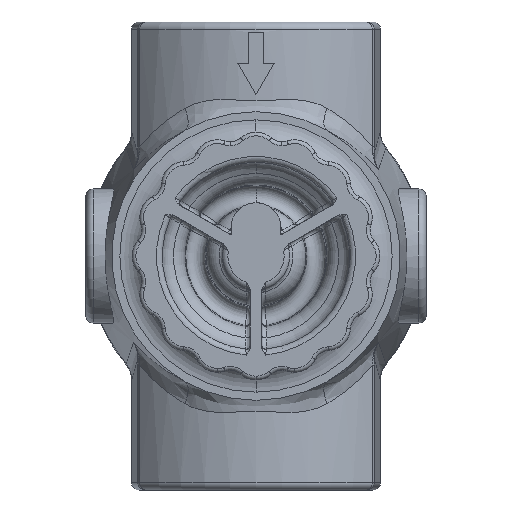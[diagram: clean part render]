
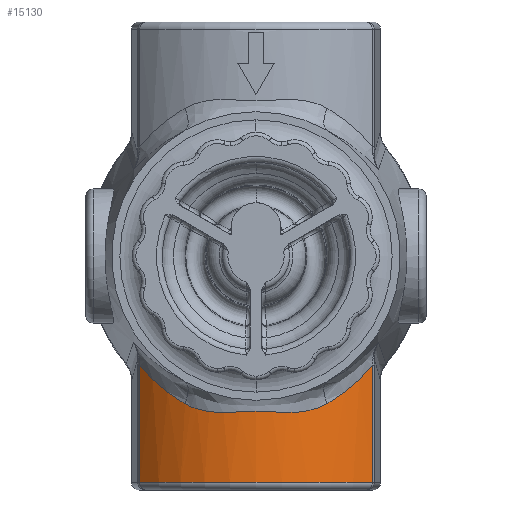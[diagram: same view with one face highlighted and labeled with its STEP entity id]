
A CAD part, front view. The second image highlights one B-rep face of the part: STEP entity #15130.
In plain terms, the highlighted cylindrical face has radius 31.623 mm (diameter 63.246 mm), a partial arc.
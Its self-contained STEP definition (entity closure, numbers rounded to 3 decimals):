
#431 = CARTESIAN_POINT ( 'NONE',  ( -14.403, -21.93, -29.992 ) ) ;
#669 = CARTESIAN_POINT ( 'NONE',  ( -11.703, -23.161, -31.147 ) ) ;
#692 = CARTESIAN_POINT ( 'NONE',  ( 23.605, -14.82, -22.158 ) ) ;
#750 = CARTESIAN_POINT ( 'NONE',  ( -3.191, -25.245, -31.625 ) ) ;
#843 = CARTESIAN_POINT ( 'NONE',  ( -8.781, -24.183, -31.721 ) ) ;
#911 = VERTEX_POINT ( 'NONE', #431 ) ;
#1005 = CARTESIAN_POINT ( 'NONE',  ( -13.368, -22.442, -30.535 ) ) ;
#1144 = CARTESIAN_POINT ( 'NONE',  ( 14.872, -21.69, -29.723 ) ) ;
#1297 = DIRECTION ( 'NONE',  ( -1., 0., 0. ) ) ;
#1801 = CARTESIAN_POINT ( 'NONE',  ( 9.913, -23.813, -31.549 ) ) ;
#1958 = LINE ( 'NONE', #8550, #12139 ) ;
#2058 = CARTESIAN_POINT ( 'NONE',  ( -23.605, -14.82, 47.498 ) ) ;
#2071 = CARTESIAN_POINT ( 'NONE',  ( -14.403, -21.93, -29.992 ) ) ;
#2154 = CARTESIAN_POINT ( 'NONE',  ( -6.322, -24.768, -31.785 ) ) ;
#2247 = CARTESIAN_POINT ( 'NONE',  ( 5.013, -25.026, -31.746 ) ) ;
#2861 = ORIENTED_EDGE ( 'NONE', *, *, #13541, .T. ) ;
#3380 = CARTESIAN_POINT ( 'NONE',  ( -0.667, -25.399, -31.488 ) ) ;
#3824 = CARTESIAN_POINT ( 'NONE',  ( 16.224, -20.926, -28.87 ) ) ;
#4100 = EDGE_CURVE ( 'NONE', #911, #14421, #11499, .T. ) ;
#4148 = CARTESIAN_POINT ( 'NONE',  ( -22.382, -16.192, -23.637 ) ) ;
#4265 = EDGE_CURVE ( 'NONE', #14421, #7290, #8825, .T. ) ;
#4407 = CARTESIAN_POINT ( 'NONE',  ( 14.403, -21.93, -29.992 ) ) ;
#4911 = CARTESIAN_POINT ( 'NONE',  ( -13.895, -22.189, -30.283 ) ) ;
#4950 = CARTESIAN_POINT ( 'NONE',  ( 15.332, -21.439, -29.444 ) ) ;
#5045 = CARTESIAN_POINT ( 'NONE',  ( 22.993, -15.507, -22.899 ) ) ;
#5075 = DIRECTION ( 'NONE',  ( 1., 0., 0. ) ) ;
#5209 = FACE_OUTER_BOUND ( 'NONE', #7144, .T. ) ;
#5321 = ORIENTED_EDGE ( 'NONE', *, *, #5963, .T. ) ;
#5550 = CARTESIAN_POINT ( 'NONE',  ( -14.403, -21.93, -29.992 ) ) ;
#5813 = CARTESIAN_POINT ( 'NONE',  ( 8.09, -24.354, -31.748 ) ) ;
#5963 = EDGE_CURVE ( 'NONE', #8970, #8049, #1958, .T. ) ;
#5968 = CARTESIAN_POINT ( 'NONE',  ( 23.605, -14.82, -45.974 ) ) ;
#6326 = CARTESIAN_POINT ( 'NONE',  ( -6.944, -24.635, -31.787 ) ) ;
#6348 = CIRCLE ( 'NONE', #15501, 31.623 ) ;
#6521 = CARTESIAN_POINT ( 'NONE',  ( -16.221, -20.928, -28.872 ) ) ;
#6787 = CARTESIAN_POINT ( 'NONE',  ( -21.023, -17.479, -25.049 ) ) ;
#7144 = EDGE_LOOP ( 'NONE', ( #2861, #5321, #16589, #16971, #15423, #15846 ) ) ;
#7290 = VERTEX_POINT ( 'NONE', #7329 ) ;
#7329 = CARTESIAN_POINT ( 'NONE',  ( -23.605, -14.82, -45.974 ) ) ;
#7461 = CARTESIAN_POINT ( 'NONE',  ( 1.243, -25.382, -31.508 ) ) ;
#7498 = CARTESIAN_POINT ( 'NONE',  ( 23.605, -14.82, -22.158 ) ) ;
#7816 = CARTESIAN_POINT ( 'NONE',  ( -23.605, -14.82, -22.158 ) ) ;
#7994 = CARTESIAN_POINT ( 'NONE',  ( -17.936, -19.841, -27.662 ) ) ;
#8049 = VERTEX_POINT ( 'NONE', #692 ) ;
#8550 = CARTESIAN_POINT ( 'NONE',  ( 23.605, -14.82, 47.498 ) ) ;
#8825 = LINE ( 'NONE', #2058, #13081 ) ;
#8876 = CARTESIAN_POINT ( 'NONE',  ( 20.971, -17.465, -25.036 ) ) ;
#8970 = VERTEX_POINT ( 'NONE', #5968 ) ;
#9296 = DIRECTION ( 'NONE',  ( 0., 0., -1. ) ) ;
#9718 = CARTESIAN_POINT ( 'NONE',  ( 13.375, -22.455, -30.581 ) ) ;
#10058 = CARTESIAN_POINT ( 'NONE',  ( 3.136, -25.25, -31.621 ) ) ;
#10430 = CARTESIAN_POINT ( 'NONE',  ( 14.403, -21.93, -29.992 ) ) ;
#10477 = VERTEX_POINT ( 'NONE', #13499 ) ;
#10593 = CARTESIAN_POINT ( 'NONE',  ( -15.325, -21.443, -29.448 ) ) ;
#10673 = CARTESIAN_POINT ( 'NONE',  ( -23.605, -14.82, -22.158 ) ) ;
#10849 = CARTESIAN_POINT ( 'NONE',  ( -16.66, -20.661, -28.574 ) ) ;
#10892 = B_SPLINE_CURVE_WITH_KNOTS ( 'NONE', 3,
 ( #7498, #5045, #13053, #8876, #12787, #11748, #15398, #14178, #3824, #4950, #1144, #10430 ),
 .UNSPECIFIED., .F., .F.,
 ( 4, 2, 2, 2, 2, 4 ),
 ( 0.001, 0.004, 0.008, 0.011, 0.013, 0.015 ),
 .UNSPECIFIED. ) ;
#11101 = CARTESIAN_POINT ( 'NONE',  ( 6.252, -24.802, -31.808 ) ) ;
#11129 = AXIS2_PLACEMENT_3D ( 'NONE', #14685, #9296, #1297 ) ;
#11445 = CARTESIAN_POINT ( 'NONE',  ( -5.072, -24.997, -31.745 ) ) ;
#11499 = B_SPLINE_CURVE_WITH_KNOTS ( 'NONE', 3,
 ( #5550, #13197, #10593, #6521, #10849, #7994, #16163, #6787, #4148, #10673 ),
 .UNSPECIFIED., .F., .F.,
 ( 4, 2, 2, 2, 4 ),
 ( 0.046, 0.048, 0.05, 0.053, 0.06 ),
 .UNSPECIFIED. ) ;
#11525 = CARTESIAN_POINT ( 'NONE',  ( -9.972, -23.812, -31.576 ) ) ;
#11748 = CARTESIAN_POINT ( 'NONE',  ( 18.727, -19.277, -27.036 ) ) ;
#12139 = VECTOR ( 'NONE', #13682, 1000. ) ;
#12416 = CARTESIAN_POINT ( 'NONE',  ( 8.7, -24.186, -31.703 ) ) ;
#12589 = CARTESIAN_POINT ( 'NONE',  ( -4.446, -25.092, -31.708 ) ) ;
#12662 = CARTESIAN_POINT ( 'NONE',  ( 0.605, -25.401, -31.487 ) ) ;
#12751 = CARTESIAN_POINT ( 'NONE',  ( -12.273, -22.927, -30.967 ) ) ;
#12787 = CARTESIAN_POINT ( 'NONE',  ( 20.249, -18.086, -25.719 ) ) ;
#12930 = B_SPLINE_CURVE_WITH_KNOTS ( 'NONE', 3,
 ( #4407, #9718, #15020, #13710, #1801, #12416, #5813, #11101, #2247, #10058, #14053, #7461, #12662, #3380, #15364, #15546, #750, #12589, #11445, #2154, #6326, #843, #11525, #669, #12751, #1005, #4911, #2071 ),
 .UNSPECIFIED., .F., .F.,
 ( 4, 2, 2, 2, 2, 2, 2, 2, 2, 2, 2, 2, 2, 4 ),
 ( 0., 0.004, 0.006, 0.008, 0.011, 0.013, 0.015, 0.017, 0.019, 0.021, 0.023, 0.027, 0.029, 0.031 ),
 .UNSPECIFIED. ) ;
#13053 = CARTESIAN_POINT ( 'NONE',  ( 22.342, -16.177, -23.627 ) ) ;
#13081 = VECTOR ( 'NONE', #14220, 1000. ) ;
#13197 = CARTESIAN_POINT ( 'NONE',  ( -14.868, -21.692, -29.726 ) ) ;
#13499 = CARTESIAN_POINT ( 'NONE',  ( 14.403, -21.93, -29.992 ) ) ;
#13541 = EDGE_CURVE ( 'NONE', #7290, #8970, #6348, .T. ) ;
#13682 = DIRECTION ( 'NONE',  ( 0., 0., 1. ) ) ;
#13710 = CARTESIAN_POINT ( 'NONE',  ( 10.52, -23.606, -31.439 ) ) ;
#14053 = CARTESIAN_POINT ( 'NONE',  ( 2.507, -25.307, -31.576 ) ) ;
#14123 = CARTESIAN_POINT ( 'NONE',  ( 0., 6.223, -45.974 ) ) ;
#14178 = CARTESIAN_POINT ( 'NONE',  ( 16.658, -20.661, -28.575 ) ) ;
#14220 = DIRECTION ( 'NONE',  ( 0., 0., -1. ) ) ;
#14421 = VERTEX_POINT ( 'NONE', #7816 ) ;
#14685 = CARTESIAN_POINT ( 'NONE',  ( 0., 6.223, 47.498 ) ) ;
#15020 = CARTESIAN_POINT ( 'NONE',  ( 12.276, -22.947, -31.006 ) ) ;
#15130 = ADVANCED_FACE ( 'NONE', ( #5209 ), #17127, .T. ) ;
#15294 = EDGE_CURVE ( 'NONE', #10477, #911, #12930, .T. ) ;
#15364 = CARTESIAN_POINT ( 'NONE',  ( -1.3, -25.38, -31.51 ) ) ;
#15398 = CARTESIAN_POINT ( 'NONE',  ( 17.927, -19.847, -27.669 ) ) ;
#15423 = ORIENTED_EDGE ( 'NONE', *, *, #4100, .T. ) ;
#15501 = AXIS2_PLACEMENT_3D ( 'NONE', #14123, #15616, #5075 ) ;
#15546 = CARTESIAN_POINT ( 'NONE',  ( -2.563, -25.302, -31.58 ) ) ;
#15616 = DIRECTION ( 'NONE',  ( 0., 0., 1. ) ) ;
#15846 = ORIENTED_EDGE ( 'NONE', *, *, #4265, .T. ) ;
#16163 = CARTESIAN_POINT ( 'NONE',  ( -18.739, -19.268, -27.026 ) ) ;
#16589 = ORIENTED_EDGE ( 'NONE', *, *, #17064, .T. ) ;
#16971 = ORIENTED_EDGE ( 'NONE', *, *, #15294, .T. ) ;
#17064 = EDGE_CURVE ( 'NONE', #8049, #10477, #10892, .T. ) ;
#17127 = CYLINDRICAL_SURFACE ( 'NONE', #11129, 31.623 ) ;
